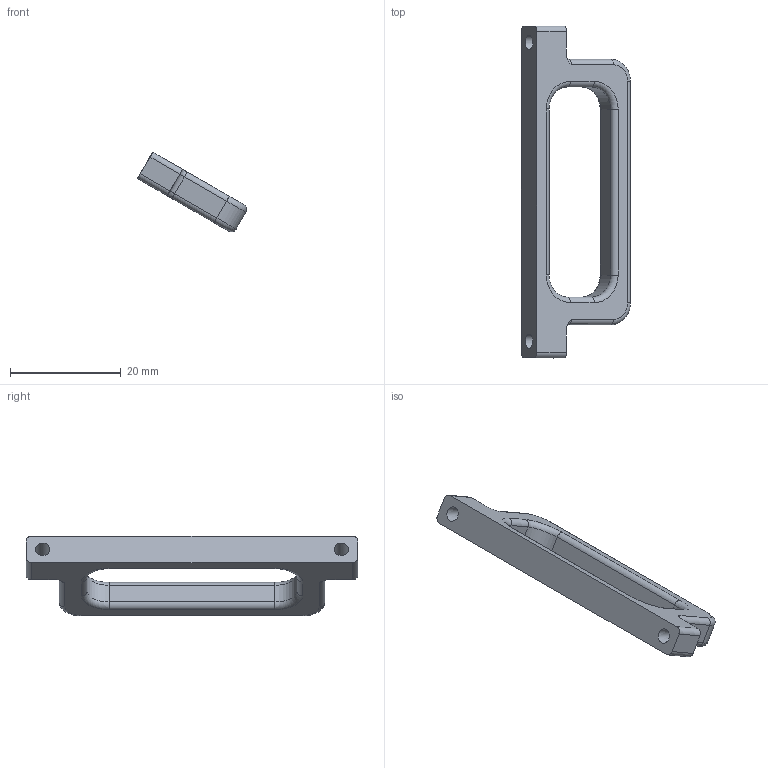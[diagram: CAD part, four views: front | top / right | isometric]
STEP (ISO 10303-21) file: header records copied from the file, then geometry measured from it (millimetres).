
FILE_DESCRIPTION(/* description */ (''),/* implementation_level */ '2;1');
FILE_NAME(/* name */ 'handle.step',/* time_stamp */ '2025-09-03T11:17:05+02:00',/* author */ (''),/* organization */ (''),/* preprocessor_version */ 'ST-DEVELOPER v20.1',/* originating_system */ 'Autodesk Translation Framework v14.10.0.0',/* authorisation */ '');
FILE_SCHEMA (('AUTOMOTIVE_DESIGN { 1 0 10303 214 3 1 1 }'));
Length unit declared in the file: millimetre
Products named in the file (1): handle
Bounding box: 19.7 x 60 x 14.4 mm (x, y, z)
Volume: 2869.3 mm3; surface area: 2400.4 mm2
Topology: 1 solids, 1 shells, 58 faces, 140 edges, 84 vertices
Faces by surface type: cylinder 28, torus 16, plane 14
Full cylindrical faces by diameter (mm): 2.6 x2
Entity records: 1756 total; most frequent: DIRECTION 326, CARTESIAN_POINT 303, ORIENTED_EDGE 280, EDGE_CURVE 140, AXIS2_PLACEMENT_3D 131, VERTEX_POINT 84, CIRCLE 72, LINE 64
